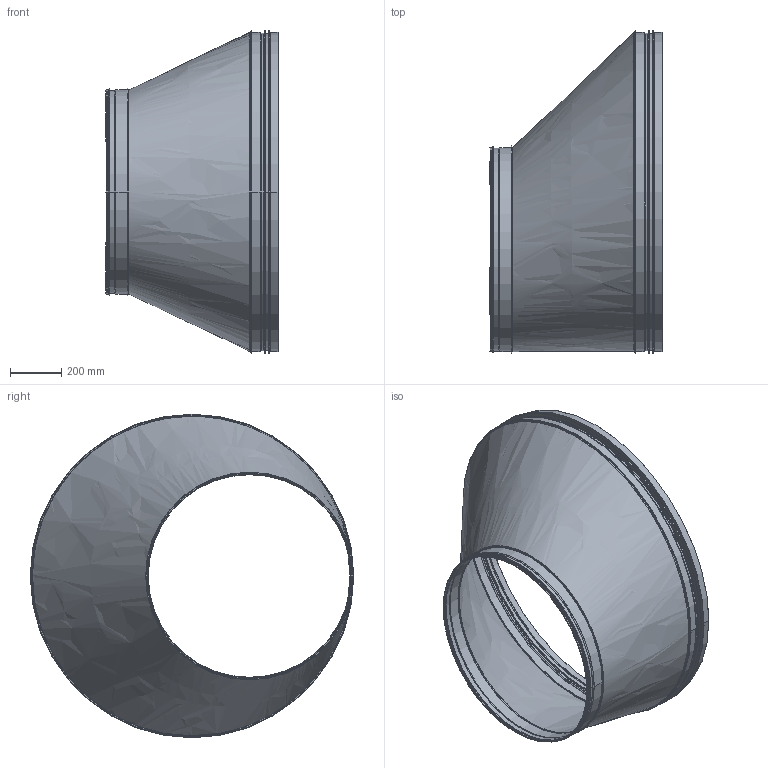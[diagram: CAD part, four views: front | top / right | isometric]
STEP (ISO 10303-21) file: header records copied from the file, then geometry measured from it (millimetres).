
FILE_DESCRIPTION(/* description */ ('Rörämne StosMedFals'),/* implementation_level */ '2;1');
FILE_NAME(/* name */ 'HFB-1250-03.stp',/* time_stamp */ '2016-05-11T11:18:50+02:00',/* author */ ('John'),/* organization */ (''),/* preprocessor_version */ 'ST-DEVELOPER v15.6',/* originating_system */ 'Autodesk Inventor 2015',/* authorisation */ '');
FILE_SCHEMA (('AUTOMOTIVE_DESIGN { 1 0 10303 214 3 1 1 }'));
Length unit declared in the file: millimetre
Products named in the file (8): StosMedFalsRörämne-1250; U-list-1250; StosMedFals-1250; HFB-BC-33; StosMedFalsRörämne-800; 999012; StosMedFals-800; HFB-1250-03
Bounding box: 673.13 x 1265.65 x 1265.65 mm (x, y, z)
Volume: 1765812 mm3; surface area: 5642943.8 mm2
Topology: 6 solids, 6 shells, 176 faces, 340 edges, 183 vertices
Faces by surface type: plane 86, torus 40, cylinder 34, cone 12, bspline 4
Full cylindrical faces by diameter (mm): 792.85 x1, 793.85 x1, 795.05 x1, 797.45 x1, 797.65 x5, 798.65 x3, 801.65 x1, 804.05 x1, 808.65 x1, 809.05 x1, 1236.05 x1, 1237.05 x2, 1239.65 x3, 1240.85 x1, 1241.85 x1, 1247.85 x1, 1248.05 x2, 1249.05 x3, 1252.05 x1, 1259.05 x1, 1265.65 x2
Entity records: 5035 total; most frequent: CARTESIAN_POINT 1224, DIRECTION 845, ORIENTED_EDGE 624, AXIS2_PLACEMENT_3D 358, EDGE_CURVE 308, EDGE_LOOP 223, VERTEX_POINT 183, FACE_OUTER_BOUND 176
